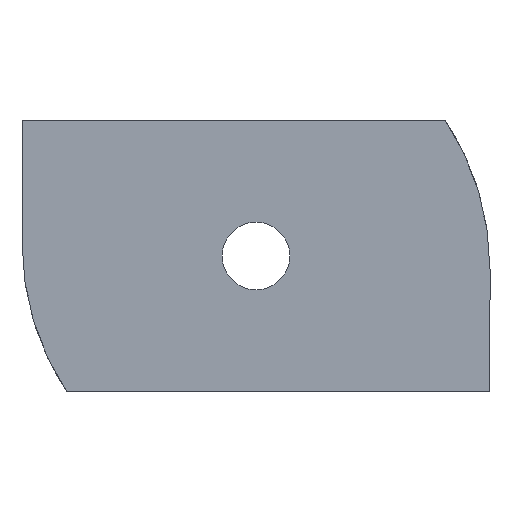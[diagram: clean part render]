
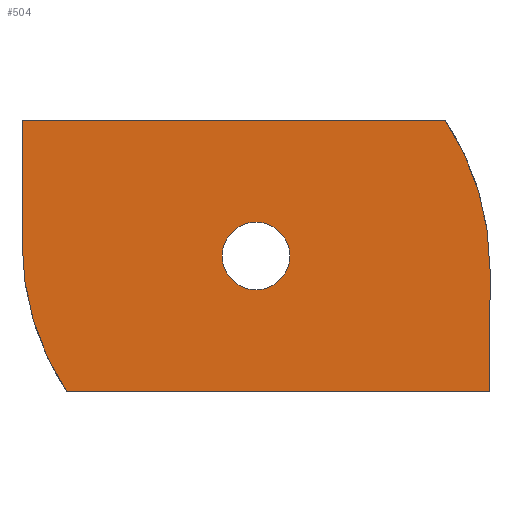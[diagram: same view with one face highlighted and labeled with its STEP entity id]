
A CAD part, front view. The second image highlights one B-rep face of the part: STEP entity #504.
In plain terms, the highlighted planar face has unit normal (0, -1, 0).
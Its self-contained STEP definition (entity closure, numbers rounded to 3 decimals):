
#9 = PLANE ( 'NONE',  #542 ) ;
#11 = CARTESIAN_POINT ( 'NONE',  ( 17.25, 0., -1. ) ) ;
#24 = AXIS2_PLACEMENT_3D ( 'NONE', #388, #579, #175 ) ;
#29 = ORIENTED_EDGE ( 'NONE', *, *, #503, .F. ) ;
#37 = AXIS2_PLACEMENT_3D ( 'NONE', #539, #208, #495 ) ;
#42 = ORIENTED_EDGE ( 'NONE', *, *, #192, .F. ) ;
#44 = VECTOR ( 'NONE', #82, 1000. ) ;
#46 = EDGE_CURVE ( 'NONE', #72, #521, #585, .T. ) ;
#49 = CARTESIAN_POINT ( 'NONE',  ( -17.25, 0., 10. ) ) ;
#50 = ORIENTED_EDGE ( 'NONE', *, *, #321, .F. ) ;
#72 = VERTEX_POINT ( 'NONE', #76 ) ;
#76 = CARTESIAN_POINT ( 'NONE',  ( 0., 0., 2.5 ) ) ;
#80 = FACE_BOUND ( 'NONE', #528, .T. ) ;
#81 = VERTEX_POINT ( 'NONE', #276 ) ;
#82 = DIRECTION ( 'NONE',  ( 0., 0., -1. ) ) ;
#100 = CIRCLE ( 'NONE', #604, 2.5 ) ;
#113 = LINE ( 'NONE', #449, #272 ) ;
#118 = CIRCLE ( 'NONE', #24, 20. ) ;
#119 = DIRECTION ( 'NONE',  ( 0., 0., 1. ) ) ;
#123 = EDGE_LOOP ( 'NONE', ( #359, #29, #50, #42, #557, #275 ) ) ;
#148 = CARTESIAN_POINT ( 'NONE',  ( 17.25, 0., -1. ) ) ;
#149 = CARTESIAN_POINT ( 'NONE',  ( -17.25, 0., 1. ) ) ;
#175 = DIRECTION ( 'NONE',  ( 0., 0., -1. ) ) ;
#177 = VERTEX_POINT ( 'NONE', #149 ) ;
#192 = EDGE_CURVE ( 'NONE', #177, #441, #597, .T. ) ;
#208 = DIRECTION ( 'NONE',  ( 0., 1., 0. ) ) ;
#214 = CARTESIAN_POINT ( 'NONE',  ( 13.953, 0., 10. ) ) ;
#219 = CARTESIAN_POINT ( 'NONE',  ( 0., 0., 0. ) ) ;
#228 = LINE ( 'NONE', #148, #44 ) ;
#244 = CARTESIAN_POINT ( 'NONE',  ( 0., 0., 0. ) ) ;
#246 = CARTESIAN_POINT ( 'NONE',  ( 17.25, 0., -10. ) ) ;
#258 = DIRECTION ( 'NONE',  ( 1., 0., 0. ) ) ;
#269 = EDGE_CURVE ( 'NONE', #422, #451, #228, .T. ) ;
#272 = VECTOR ( 'NONE', #283, 1000. ) ;
#275 = ORIENTED_EDGE ( 'NONE', *, *, #332, .F. ) ;
#276 = CARTESIAN_POINT ( 'NONE',  ( -13.953, 0., -10. ) ) ;
#283 = DIRECTION ( 'NONE',  ( -1., 0., 0. ) ) ;
#300 = CARTESIAN_POINT ( 'NONE',  ( -17.25, 0., 10. ) ) ;
#306 = VERTEX_POINT ( 'NONE', #214 ) ;
#318 = DIRECTION ( 'NONE',  ( 0., 0., -1. ) ) ;
#321 = EDGE_CURVE ( 'NONE', #441, #306, #555, .T. ) ;
#332 = EDGE_CURVE ( 'NONE', #451, #81, #113, .T. ) ;
#336 = ORIENTED_EDGE ( 'NONE', *, *, #46, .T. ) ;
#347 = DIRECTION ( 'NONE',  ( 0., -1., 0. ) ) ;
#357 = CARTESIAN_POINT ( 'NONE',  ( -17.25, 0., 10. ) ) ;
#359 = ORIENTED_EDGE ( 'NONE', *, *, #269, .F. ) ;
#386 = DIRECTION ( 'NONE',  ( 0., 0., 1. ) ) ;
#388 = CARTESIAN_POINT ( 'NONE',  ( -2.75, 0., -1. ) ) ;
#394 = CARTESIAN_POINT ( 'NONE',  ( 2.75, 0., 1. ) ) ;
#398 = CARTESIAN_POINT ( 'NONE',  ( 0., 0., -2.5 ) ) ;
#408 = VECTOR ( 'NONE', #258, 1000. ) ;
#418 = DIRECTION ( 'NONE',  ( 0., 1., 0. ) ) ;
#421 = VECTOR ( 'NONE', #386, 1000. ) ;
#422 = VERTEX_POINT ( 'NONE', #11 ) ;
#433 = DIRECTION ( 'NONE',  ( 0., 1., 0. ) ) ;
#439 = AXIS2_PLACEMENT_3D ( 'NONE', #219, #418, #505 ) ;
#441 = VERTEX_POINT ( 'NONE', #300 ) ;
#449 = CARTESIAN_POINT ( 'NONE',  ( -13.953, 0., -10. ) ) ;
#451 = VERTEX_POINT ( 'NONE', #246 ) ;
#459 = CIRCLE ( 'NONE', #37, 20. ) ;
#495 = DIRECTION ( 'NONE',  ( 0., 0., -1. ) ) ;
#503 = EDGE_CURVE ( 'NONE', #306, #422, #118, .T. ) ;
#504 = ADVANCED_FACE ( 'NONE', ( #80, #574 ), #9, .T. ) ;
#505 = DIRECTION ( 'NONE',  ( 0., 0., 1. ) ) ;
#516 = EDGE_CURVE ( 'NONE', #521, #72, #100, .T. ) ;
#521 = VERTEX_POINT ( 'NONE', #398 ) ;
#528 = EDGE_LOOP ( 'NONE', ( #336, #551 ) ) ;
#539 = CARTESIAN_POINT ( 'NONE',  ( 2.75, 0., 1. ) ) ;
#542 = AXIS2_PLACEMENT_3D ( 'NONE', #394, #347, #318 ) ;
#551 = ORIENTED_EDGE ( 'NONE', *, *, #516, .T. ) ;
#555 = LINE ( 'NONE', #357, #408 ) ;
#557 = ORIENTED_EDGE ( 'NONE', *, *, #569, .F. ) ;
#569 = EDGE_CURVE ( 'NONE', #81, #177, #459, .T. ) ;
#574 = FACE_OUTER_BOUND ( 'NONE', #123, .T. ) ;
#579 = DIRECTION ( 'NONE',  ( 0., 1., 0. ) ) ;
#585 = CIRCLE ( 'NONE', #439, 2.5 ) ;
#597 = LINE ( 'NONE', #49, #421 ) ;
#604 = AXIS2_PLACEMENT_3D ( 'NONE', #244, #433, #119 ) ;
